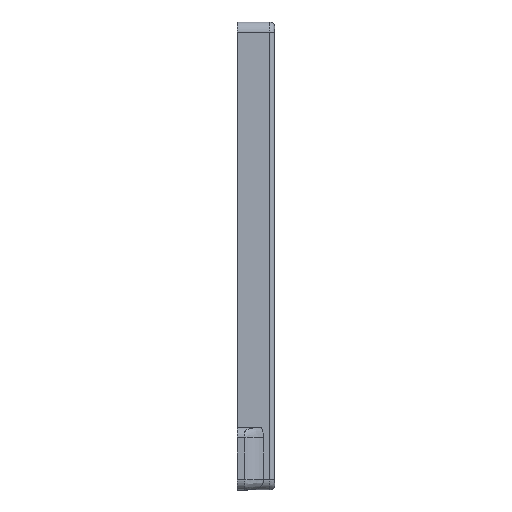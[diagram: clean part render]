
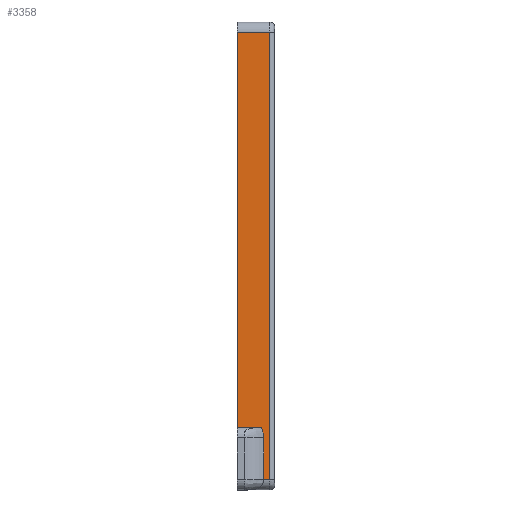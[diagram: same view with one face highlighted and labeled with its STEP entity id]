
A CAD part, left-side view. The second image highlights one B-rep face of the part: STEP entity #3358.
In plain terms, the highlighted planar face has unit normal (-1, 0, 0).
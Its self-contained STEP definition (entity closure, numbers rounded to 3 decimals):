
#20=ELLIPSE('',#3566,4.196,3.115);
#172=PLANE('',#3569);
#267=FACE_OUTER_BOUND('',#449,.T.);
#449=EDGE_LOOP('',(#2553,#2554,#2555,#2556,#2557,#2558,#2559));
#805=LINE('',#5175,#1169);
#807=LINE('',#5319,#1171);
#808=LINE('',#5321,#1172);
#809=LINE('',#5323,#1173);
#810=LINE('',#5325,#1174);
#811=LINE('',#5326,#1175);
#1169=VECTOR('',#4143,5.);
#1171=VECTOR('',#4155,10.);
#1172=VECTOR('',#4156,10.);
#1173=VECTOR('',#4157,10.);
#1174=VECTOR('',#4158,10.);
#1175=VECTOR('',#4159,10.);
#1573=VERTEX_POINT('',#5168);
#1576=VERTEX_POINT('',#5173);
#1577=VERTEX_POINT('',#5228);
#1582=VERTEX_POINT('',#5318);
#1583=VERTEX_POINT('',#5320);
#1584=VERTEX_POINT('',#5322);
#1585=VERTEX_POINT('',#5324);
#1961=EDGE_CURVE('',#1576,#1573,#805,.T.);
#1964=EDGE_CURVE('',#1573,#1577,#20,.T.);
#1970=EDGE_CURVE('',#1582,#1577,#807,.T.);
#1971=EDGE_CURVE('',#1583,#1576,#808,.T.);
#1972=EDGE_CURVE('',#1584,#1583,#809,.T.);
#1973=EDGE_CURVE('',#1585,#1584,#810,.T.);
#1974=EDGE_CURVE('',#1582,#1585,#811,.T.);
#2553=ORIENTED_EDGE('',*,*,#1970,.T.);
#2554=ORIENTED_EDGE('',*,*,#1964,.F.);
#2555=ORIENTED_EDGE('',*,*,#1961,.F.);
#2556=ORIENTED_EDGE('',*,*,#1971,.F.);
#2557=ORIENTED_EDGE('',*,*,#1972,.F.);
#2558=ORIENTED_EDGE('',*,*,#1973,.F.);
#2559=ORIENTED_EDGE('',*,*,#1974,.F.);
#3358=ADVANCED_FACE('',(#267),#172,.T.);
#3566=AXIS2_PLACEMENT_3D('',#5245,#4146,#4147);
#3569=AXIS2_PLACEMENT_3D('',#5317,#4153,#4154);
#4143=DIRECTION('',(0.,0.,1.));
#4146=DIRECTION('center_axis',(-1.,0.,0.));
#4147=DIRECTION('ref_axis',(0.,0.044,-0.999));
#4153=DIRECTION('center_axis',(-1.,0.,0.));
#4154=DIRECTION('ref_axis',(0.,0.,1.));
#4155=DIRECTION('',(0.,-1.,0.));
#4156=DIRECTION('',(0.,1.,0.));
#4157=DIRECTION('',(0.,0.,-1.));
#4158=DIRECTION('',(0.,-1.,0.));
#4159=DIRECTION('',(0.,0.,1.));
#5168=CARTESIAN_POINT('',(-45.,1.429,-34.936));
#5173=CARTESIAN_POINT('',(-45.,1.429,-43.));
#5175=CARTESIAN_POINT('',(-45.,1.429,-45.));
#5228=CARTESIAN_POINT('',(-45.,1.787,-33.));
#5245=CARTESIAN_POINT('Origin',(-45.,4.547,-35.048));
#5317=CARTESIAN_POINT('Origin',(-45.,0.,-45.));
#5318=CARTESIAN_POINT('',(-45.,6.5,-33.));
#5319=CARTESIAN_POINT('',(-45.,3.25,-33.));
#5320=CARTESIAN_POINT('',(-45.,0.25,-43.));
#5321=CARTESIAN_POINT('',(-45.,0.,-43.));
#5322=CARTESIAN_POINT('',(-45.,0.25,43.));
#5323=CARTESIAN_POINT('',(-45.,0.25,-22.5));
#5324=CARTESIAN_POINT('',(-45.,6.5,43.));
#5325=CARTESIAN_POINT('',(-45.,0.,43.));
#5326=CARTESIAN_POINT('',(-45.,6.5,-45.));
